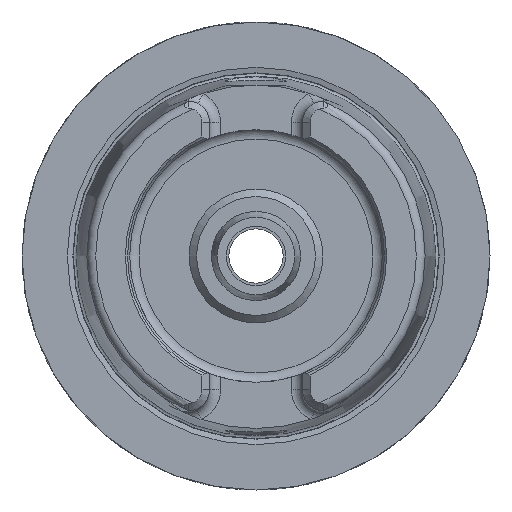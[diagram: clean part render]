
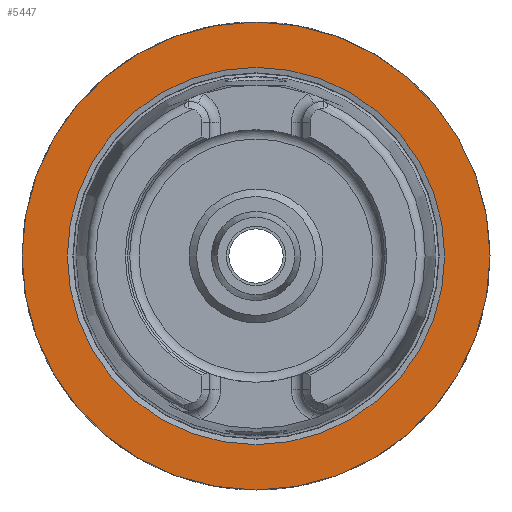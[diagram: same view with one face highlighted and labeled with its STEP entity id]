
A CAD part, left-side view. The second image highlights one B-rep face of the part: STEP entity #5447.
In plain terms, the highlighted planar face has unit normal (-1, 0, 0).
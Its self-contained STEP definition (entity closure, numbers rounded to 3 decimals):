
#4638=CARTESIAN_POINT('',(0.0,31.5,0.0));
#4639=VERTEX_POINT('',#4638);
#4640=CARTESIAN_POINT('',(0.0,0.0,0.0));
#4641=DIRECTION('',(1.0,0.0,0.0));
#4642=DIRECTION('',(0.0,1.0,0.0));
#4643=AXIS2_PLACEMENT_3D('',#4640,#4641,#4642);
#4644=CIRCLE('',#4643,31.5);
#4645=EDGE_CURVE('',#4639,#4639,#4644,.T.);
#5421=CARTESIAN_POINT('',(0.0,25.4,0.0));
#5422=VERTEX_POINT('',#5421);
#5423=CARTESIAN_POINT('',(0.0,0.0,0.0));
#5424=DIRECTION('',(1.0,0.0,0.0));
#5425=DIRECTION('',(0.0,1.0,0.0));
#5426=AXIS2_PLACEMENT_3D('',#5423,#5424,#5425);
#5427=CIRCLE('',#5426,25.4);
#5428=EDGE_CURVE('',#5422,#5422,#5427,.T.);
#5436=CARTESIAN_POINT('',(0.0,28.45,0.0));
#5437=DIRECTION('',(-1.0,0.0,0.0));
#5438=DIRECTION('',(0.0,0.0,1.0));
#5439=AXIS2_PLACEMENT_3D('',#5436,#5437,#5438);
#5440=PLANE('',#5439);
#5441=ORIENTED_EDGE('',*,*,#4645,.F.);
#5442=EDGE_LOOP('',(#5441));
#5443=FACE_OUTER_BOUND('',#5442,.T.);
#5444=ORIENTED_EDGE('',*,*,#5428,.T.);
#5445=EDGE_LOOP('',(#5444));
#5446=FACE_BOUND('',#5445,.T.);
#5447=ADVANCED_FACE('',(#5443,#5446),#5440,.T.);
